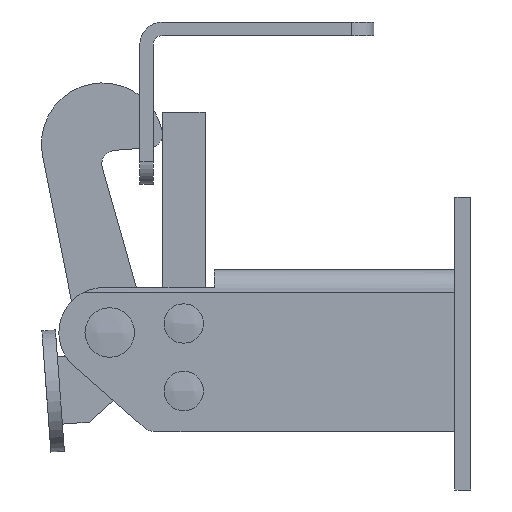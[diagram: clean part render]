
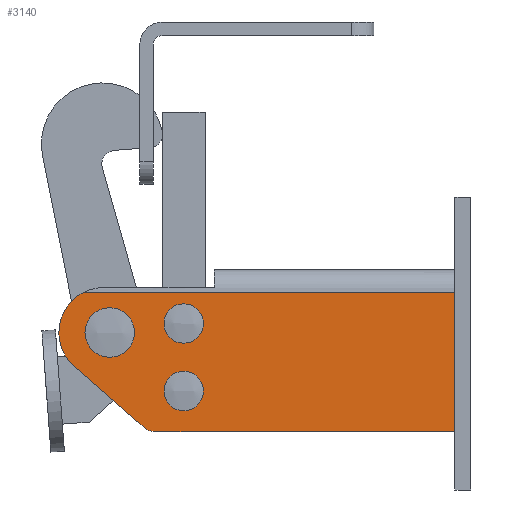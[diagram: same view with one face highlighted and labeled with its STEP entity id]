
A CAD part, left-side view. The second image highlights one B-rep face of the part: STEP entity #3140.
In plain terms, the highlighted planar face has unit normal (-1, 0, 0).
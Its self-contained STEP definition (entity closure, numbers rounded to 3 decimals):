
#85 = CARTESIAN_POINT ( 'NONE',  ( -8.25, 70.375, -19.5 ) ) ;
#100 = LINE ( 'NONE', #2918, #7459 ) ;
#206 = DIRECTION ( 'NONE',  ( 0., 0., -1. ) ) ;
#250 = CARTESIAN_POINT ( 'NONE',  ( -8.25, 63.75, -10.5 ) ) ;
#280 = LINE ( 'NONE', #12240, #8588 ) ;
#310 = VERTEX_POINT ( 'NONE', #4629 ) ;
#337 = DIRECTION ( 'NONE',  ( 0., 0., 1. ) ) ;
#651 = DIRECTION ( 'NONE',  ( -1., 0., 0. ) ) ;
#652 = EDGE_CURVE ( 'NONE', #12375, #12375, #1270, .T. ) ;
#713 = DIRECTION ( 'NONE',  ( 0., -0.753, -0.658 ) ) ;
#731 = VERTEX_POINT ( 'NONE', #2596 ) ;
#899 = AXIS2_PLACEMENT_3D ( 'NONE', #8840, #651, #12948 ) ;
#980 = VERTEX_POINT ( 'NONE', #12651 ) ;
#1270 = CIRCLE ( 'NONE', #1926, 3. ) ;
#1570 = CARTESIAN_POINT ( 'NONE',  ( -8.25, 99.346, 4.802 ) ) ;
#1620 = VECTOR ( 'NONE', #8975, 1000. ) ;
#1649 = AXIS2_PLACEMENT_3D ( 'NONE', #8955, #3900, #8864 ) ;
#1676 = CARTESIAN_POINT ( 'NONE',  ( -8.25, 3.5, -19.5 ) ) ;
#1683 = ORIENTED_EDGE ( 'NONE', *, *, #652, .T. ) ;
#1699 = ORIENTED_EDGE ( 'NONE', *, *, #7935, .T. ) ;
#1926 = AXIS2_PLACEMENT_3D ( 'NONE', #8324, #2199, #7437 ) ;
#2010 = AXIS2_PLACEMENT_3D ( 'NONE', #2447, #4637, #5463 ) ;
#2199 = DIRECTION ( 'NONE',  ( 1., 0., 0. ) ) ;
#2362 = CIRCLE ( 'NONE', #2010, 3. ) ;
#2431 = CIRCLE ( 'NONE', #899, 10. ) ;
#2447 = CARTESIAN_POINT ( 'NONE',  ( -8.25, 70.375, -16.5 ) ) ;
#2596 = CARTESIAN_POINT ( 'NONE',  ( -8.25, 88.075, -5.034 ) ) ;
#2918 = CARTESIAN_POINT ( 'NONE',  ( -8.25, 93.5, -19.5 ) ) ;
#3140 = ADVANCED_FACE ( 'NONE', ( #12347, #11376, #4046, #11334 ), #10070, .F. ) ;
#3169 = EDGE_LOOP ( 'NONE', ( #11590, #7478, #6671, #8665, #3794, #1699 ) ) ;
#3333 = VECTOR ( 'NONE', #713, 1000. ) ;
#3794 = ORIENTED_EDGE ( 'NONE', *, *, #4893, .F. ) ;
#3852 = LINE ( 'NONE', #6827, #1620 ) ;
#3900 = DIRECTION ( 'NONE',  ( 1., 0., 0. ) ) ;
#4046 = FACE_BOUND ( 'NONE', #5032, .T. ) ;
#4629 = CARTESIAN_POINT ( 'NONE',  ( -8.25, 85.859, 11.5 ) ) ;
#4637 = DIRECTION ( 'NONE',  ( -1., 0., 0. ) ) ;
#4893 = EDGE_CURVE ( 'NONE', #310, #7899, #3852, .T. ) ;
#5032 = EDGE_LOOP ( 'NONE', ( #1683 ) ) ;
#5118 = VERTEX_POINT ( 'NONE', #5303 ) ;
#5303 = CARTESIAN_POINT ( 'NONE',  ( -8.25, 63.75, 2. ) ) ;
#5378 = DIRECTION ( 'NONE',  ( 1., 0., 0. ) ) ;
#5463 = DIRECTION ( 'NONE',  ( 0., 0., -1. ) ) ;
#5760 = DIRECTION ( 'NONE',  ( 0., -1., 0. ) ) ;
#6210 = CARTESIAN_POINT ( 'NONE',  ( -8.25, 3.5, 11.5 ) ) ;
#6299 = EDGE_CURVE ( 'NONE', #8266, #7899, #280, .T. ) ;
#6396 = EDGE_LOOP ( 'NONE', ( #6421 ) ) ;
#6421 = ORIENTED_EDGE ( 'NONE', *, *, #11758, .T. ) ;
#6644 = EDGE_CURVE ( 'NONE', #9491, #8266, #100, .T. ) ;
#6671 = ORIENTED_EDGE ( 'NONE', *, *, #6644, .T. ) ;
#6827 = CARTESIAN_POINT ( 'NONE',  ( -8.25, 93.5, 11.5 ) ) ;
#6898 = EDGE_CURVE ( 'NONE', #5118, #5118, #12409, .T. ) ;
#7136 = EDGE_CURVE ( 'NONE', #731, #10972, #8877, .T. ) ;
#7309 = CARTESIAN_POINT ( 'NONE',  ( -8.25, 80.2, -0.5 ) ) ;
#7346 = DIRECTION ( 'NONE',  ( 0., 0., -1. ) ) ;
#7437 = DIRECTION ( 'NONE',  ( 0., 0., -1. ) ) ;
#7459 = VECTOR ( 'NONE', #5760, 1000. ) ;
#7478 = ORIENTED_EDGE ( 'NONE', *, *, #7503, .T. ) ;
#7503 = EDGE_CURVE ( 'NONE', #10972, #9491, #2362, .T. ) ;
#7531 = CIRCLE ( 'NONE', #10124, 2.5 ) ;
#7899 = VERTEX_POINT ( 'NONE', #6210 ) ;
#7935 = EDGE_CURVE ( 'NONE', #310, #731, #2431, .T. ) ;
#8266 = VERTEX_POINT ( 'NONE', #1676 ) ;
#8323 = DIRECTION ( 'NONE',  ( 1., 0., 0. ) ) ;
#8324 = CARTESIAN_POINT ( 'NONE',  ( -8.25, 80.2, 2.5 ) ) ;
#8588 = VECTOR ( 'NONE', #337, 1000. ) ;
#8665 = ORIENTED_EDGE ( 'NONE', *, *, #6299, .T. ) ;
#8840 = CARTESIAN_POINT ( 'NONE',  ( -8.25, 81.5, 2.5 ) ) ;
#8864 = DIRECTION ( 'NONE',  ( 0., 0., -1. ) ) ;
#8877 = LINE ( 'NONE', #1570, #3333 ) ;
#8955 = CARTESIAN_POINT ( 'NONE',  ( -8.25, 93.5, 11.5 ) ) ;
#8975 = DIRECTION ( 'NONE',  ( 0., -1., 0. ) ) ;
#9491 = VERTEX_POINT ( 'NONE', #85 ) ;
#10070 = PLANE ( 'NONE',  #1649 ) ;
#10119 = ORIENTED_EDGE ( 'NONE', *, *, #6898, .T. ) ;
#10124 = AXIS2_PLACEMENT_3D ( 'NONE', #250, #5378, #7346 ) ;
#10804 = EDGE_LOOP ( 'NONE', ( #10119 ) ) ;
#10972 = VERTEX_POINT ( 'NONE', #13153 ) ;
#11334 = FACE_OUTER_BOUND ( 'NONE', #3169, .T. ) ;
#11376 = FACE_BOUND ( 'NONE', #10804, .T. ) ;
#11590 = ORIENTED_EDGE ( 'NONE', *, *, #7136, .T. ) ;
#11758 = EDGE_CURVE ( 'NONE', #980, #980, #7531, .T. ) ;
#12240 = CARTESIAN_POINT ( 'NONE',  ( -8.25, 3.5, 11.5 ) ) ;
#12347 = FACE_BOUND ( 'NONE', #6396, .T. ) ;
#12375 = VERTEX_POINT ( 'NONE', #7309 ) ;
#12399 = CARTESIAN_POINT ( 'NONE',  ( -8.25, 63.75, 4.5 ) ) ;
#12409 = CIRCLE ( 'NONE', #12419, 2.5 ) ;
#12419 = AXIS2_PLACEMENT_3D ( 'NONE', #12399, #8323, #206 ) ;
#12651 = CARTESIAN_POINT ( 'NONE',  ( -8.25, 63.75, -13. ) ) ;
#12948 = DIRECTION ( 'NONE',  ( 0., 0., -1. ) ) ;
#13153 = CARTESIAN_POINT ( 'NONE',  ( -8.25, 72.348, -18.76 ) ) ;
